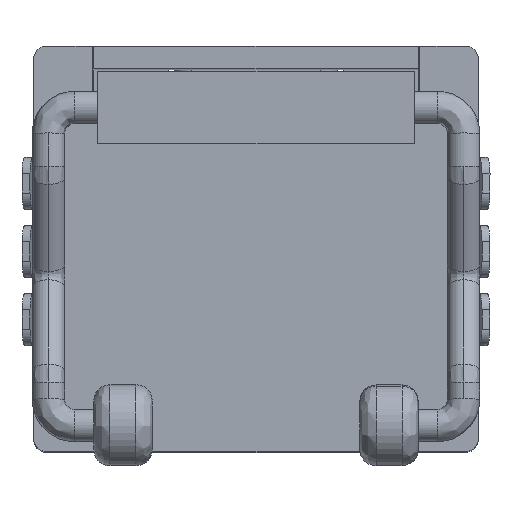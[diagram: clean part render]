
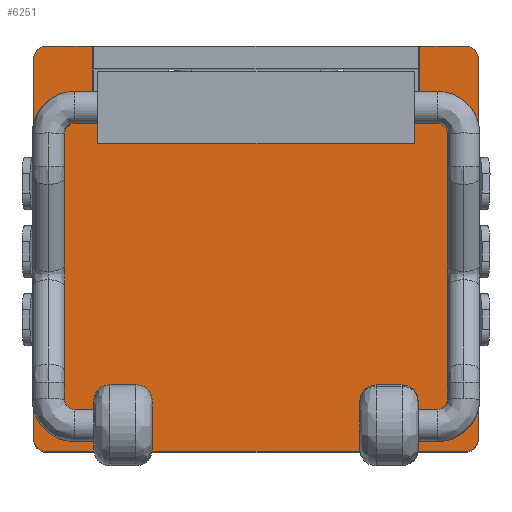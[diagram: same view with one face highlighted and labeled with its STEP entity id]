
A CAD part, top view. The second image highlights one B-rep face of the part: STEP entity #6251.
In plain terms, the highlighted planar face has unit normal (0, 0, 1).
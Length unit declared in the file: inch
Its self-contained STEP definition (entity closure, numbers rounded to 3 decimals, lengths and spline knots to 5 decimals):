
#106 = CARTESIAN_POINT ( 'NONE',  ( -0.25806, 0.41339, 2.53386 ) ) ;
#121 = CARTESIAN_POINT ( 'NONE',  ( 0.25394, 0.41339, 2.53386 ) ) ;
#208 = PLANE ( 'NONE',  #5598 ) ;
#374 = CARTESIAN_POINT ( 'NONE',  ( -0.26969, 0.40176, 2.53386 ) ) ;
#469 = CARTESIAN_POINT ( 'NONE',  ( 0.19882, 0.41339, 2.53386 ) ) ;
#807 = CARTESIAN_POINT ( 'NONE',  ( -0.26969, -0.06299, 2.53386 ) ) ;
#2110 = EDGE_CURVE ( 'NONE', #22415, #19687, #6803, .T. ) ;
#2464 = CARTESIAN_POINT ( 'NONE',  ( -0.26969, 0.39764, 2.53386 ) ) ;
#2523 = DIRECTION ( 'NONE',  ( 0., -1., 0. ) ) ;
#2596 = CARTESIAN_POINT ( 'NONE',  ( -0.25394, -0.07874, 2.53386 ) ) ;
#2934 = DIRECTION ( 'NONE',  ( 0., 1., 0. ) ) ;
#3063 = CARTESIAN_POINT ( 'NONE',  ( -0.26969, 0., 2.53386 ) ) ;
#3558 = VERTEX_POINT ( 'NONE', #11307 ) ;
#3782 = LINE ( 'NONE', #12205, #26539 ) ;
#4359 = DIRECTION ( 'NONE',  ( 1., 0., 0. ) ) ;
#4363 = DIRECTION ( 'NONE',  ( 0., 0., 1. ) ) ;
#4542 = VECTOR ( 'NONE', #20612, 39.37008 ) ;
#4664 = CARTESIAN_POINT ( 'NONE',  ( -0.26969, 0.39764, 2.53386 ) ) ;
#4710 = DIRECTION ( 'NONE',  ( 1., 0., 0. ) ) ;
#5070 = EDGE_CURVE ( 'NONE', #10724, #19188, #7217, .T. ) ;
#5180 = CARTESIAN_POINT ( 'NONE',  ( 0.26969, 0.39764, 2.53386 ) ) ;
#5598 = AXIS2_PLACEMENT_3D ( 'NONE', #10695, #4363, #20925 ) ;
#5895 = B_SPLINE_CURVE_WITH_KNOTS ( 'NONE', 3,
 ( #2464, #374, #6606, #19015, #106, #8529 ),
 .UNSPECIFIED., .F., .F.,
 ( 4, 2, 4 ),
 ( 0., 0.5, 1. ),
 .UNSPECIFIED. ) ;
#6189 = B_SPLINE_CURVE_WITH_KNOTS ( 'NONE', 3,
 ( #2596, #25924, #13203, #21773, #11550, #23696 ),
 .UNSPECIFIED., .F., .F.,
 ( 4, 2, 4 ),
 ( 0., 0.5, 1. ),
 .UNSPECIFIED. ) ;
#6251 = ADVANCED_FACE ( 'NONE', ( #6307 ), #208, .T. ) ;
#6291 = CARTESIAN_POINT ( 'NONE',  ( -0.19882, 0.41339, 2.53386 ) ) ;
#6307 = FACE_OUTER_BOUND ( 'NONE', #11681, .T. ) ;
#6357 = CARTESIAN_POINT ( 'NONE',  ( 0.26969, 0.40176, 2.53386 ) ) ;
#6482 = VERTEX_POINT ( 'NONE', #20202 ) ;
#6606 = CARTESIAN_POINT ( 'NONE',  ( -0.26799, 0.40586, 2.53386 ) ) ;
#6803 = LINE ( 'NONE', #3063, #9094 ) ;
#7217 = LINE ( 'NONE', #23781, #24003 ) ;
#7784 = VECTOR ( 'NONE', #4359, 39.37008 ) ;
#8378 = ORIENTED_EDGE ( 'NONE', *, *, #21172, .T. ) ;
#8451 = EDGE_CURVE ( 'NONE', #8515, #18135, #16768, .T. ) ;
#8493 = VECTOR ( 'NONE', #2934, 39.37008 ) ;
#8515 = VERTEX_POINT ( 'NONE', #469 ) ;
#8529 = CARTESIAN_POINT ( 'NONE',  ( -0.25394, 0.41339, 2.53386 ) ) ;
#8542 = CARTESIAN_POINT ( 'NONE',  ( 0.26799, 0.40586, 2.53386 ) ) ;
#8555 = CARTESIAN_POINT ( 'NONE',  ( -0.25197, 0.3189, 2.53386 ) ) ;
#8691 = LINE ( 'NONE', #8555, #17692 ) ;
#8730 = ORIENTED_EDGE ( 'NONE', *, *, #2110, .T. ) ;
#8793 = ORIENTED_EDGE ( 'NONE', *, *, #5070, .T. ) ;
#8936 = CARTESIAN_POINT ( 'NONE',  ( -0.25394, -0.07874, 2.53386 ) ) ;
#9071 = ORIENTED_EDGE ( 'NONE', *, *, #18365, .F. ) ;
#9094 = VECTOR ( 'NONE', #2523, 39.37008 ) ;
#9316 = LINE ( 'NONE', #17732, #14151 ) ;
#9786 = CARTESIAN_POINT ( 'NONE',  ( 0.26969, -0.06299, 2.53386 ) ) ;
#10488 = CARTESIAN_POINT ( 'NONE',  ( 0.26969, 0.39764, 2.53386 ) ) ;
#10695 = CARTESIAN_POINT ( 'NONE',  ( 0., 0., 2.53386 ) ) ;
#10724 = VERTEX_POINT ( 'NONE', #22401 ) ;
#10929 = CARTESIAN_POINT ( 'NONE',  ( 0.26969, 0., 2.53386 ) ) ;
#11185 = VERTEX_POINT ( 'NONE', #8936 ) ;
#11195 = CARTESIAN_POINT ( 'NONE',  ( 0.25394, 0.41339, 2.53386 ) ) ;
#11307 = CARTESIAN_POINT ( 'NONE',  ( 0.19882, 0.3189, 2.53386 ) ) ;
#11550 = CARTESIAN_POINT ( 'NONE',  ( -0.26969, -0.06711, 2.53386 ) ) ;
#11681 = EDGE_LOOP ( 'NONE', ( #26211, #13551, #25396, #9071, #12790, #8378, #16962, #8793, #21971, #26010, #8730, #16784 ) ) ;
#11915 = VERTEX_POINT ( 'NONE', #21545 ) ;
#12205 = CARTESIAN_POINT ( 'NONE',  ( 0.40463, 0.41339, 2.53386 ) ) ;
#12558 = CARTESIAN_POINT ( 'NONE',  ( 0.25806, 0.41339, 2.53386 ) ) ;
#12790 = ORIENTED_EDGE ( 'NONE', *, *, #8451, .F. ) ;
#13203 = CARTESIAN_POINT ( 'NONE',  ( -0.26216, -0.07704, 2.53386 ) ) ;
#13444 = EDGE_CURVE ( 'NONE', #11185, #19687, #6189, .T. ) ;
#13551 = ORIENTED_EDGE ( 'NONE', *, *, #17169, .F. ) ;
#13653 = CARTESIAN_POINT ( 'NONE',  ( 0.25806, -0.07874, 2.53386 ) ) ;
#14151 = VECTOR ( 'NONE', #19671, 39.37008 ) ;
#14259 = VERTEX_POINT ( 'NONE', #16029 ) ;
#14534 = LINE ( 'NONE', #16732, #4542 ) ;
#14889 = VERTEX_POINT ( 'NONE', #5180 ) ;
#15217 = DIRECTION ( 'NONE',  ( 0., 1., 0. ) ) ;
#15857 = CARTESIAN_POINT ( 'NONE',  ( 0.26969, -0.06711, 2.53386 ) ) ;
#16029 = CARTESIAN_POINT ( 'NONE',  ( 0.25394, -0.07874, 2.53386 ) ) ;
#16732 = CARTESIAN_POINT ( 'NONE',  ( 0., -0.07874, 2.53386 ) ) ;
#16768 = LINE ( 'NONE', #16908, #7784 ) ;
#16784 = ORIENTED_EDGE ( 'NONE', *, *, #13444, .F. ) ;
#16908 = CARTESIAN_POINT ( 'NONE',  ( -0.40463, 0.41339, 2.53386 ) ) ;
#16962 = ORIENTED_EDGE ( 'NONE', *, *, #23501, .F. ) ;
#17169 = EDGE_CURVE ( 'NONE', #11915, #14259, #21153, .T. ) ;
#17692 = VECTOR ( 'NONE', #4710, 39.37008 ) ;
#17732 = CARTESIAN_POINT ( 'NONE',  ( 0.19882, 0., 2.53386 ) ) ;
#18135 = VERTEX_POINT ( 'NONE', #11195 ) ;
#18365 = EDGE_CURVE ( 'NONE', #18135, #14889, #24375, .T. ) ;
#18478 = CARTESIAN_POINT ( 'NONE',  ( 0.26216, -0.07704, 2.53386 ) ) ;
#19015 = CARTESIAN_POINT ( 'NONE',  ( -0.26216, 0.41169, 2.53386 ) ) ;
#19188 = VERTEX_POINT ( 'NONE', #6291 ) ;
#19339 = LINE ( 'NONE', #10929, #8493 ) ;
#19671 = DIRECTION ( 'NONE',  ( 0., -1., 0. ) ) ;
#19687 = VERTEX_POINT ( 'NONE', #807 ) ;
#20202 = CARTESIAN_POINT ( 'NONE',  ( -0.25394, 0.41339, 2.53386 ) ) ;
#20561 = CARTESIAN_POINT ( 'NONE',  ( 0.25394, -0.07874, 2.53386 ) ) ;
#20609 = DIRECTION ( 'NONE',  ( 1., 0., 0. ) ) ;
#20612 = DIRECTION ( 'NONE',  ( 1., 0., 0. ) ) ;
#20925 = DIRECTION ( 'NONE',  ( 0., -1., 0. ) ) ;
#21153 = B_SPLINE_CURVE_WITH_KNOTS ( 'NONE', 3,
 ( #9786, #15857, #26523, #18478, #13653, #20561 ),
 .UNSPECIFIED., .F., .F.,
 ( 4, 2, 4 ),
 ( 0., 0.5, 1. ),
 .UNSPECIFIED. ) ;
#21172 = EDGE_CURVE ( 'NONE', #8515, #3558, #9316, .T. ) ;
#21376 = CARTESIAN_POINT ( 'NONE',  ( 0.26216, 0.41169, 2.53386 ) ) ;
#21545 = CARTESIAN_POINT ( 'NONE',  ( 0.26969, -0.06299, 2.53386 ) ) ;
#21773 = CARTESIAN_POINT ( 'NONE',  ( -0.26799, -0.07121, 2.53386 ) ) ;
#21861 = EDGE_CURVE ( 'NONE', #6482, #19188, #3782, .T. ) ;
#21971 = ORIENTED_EDGE ( 'NONE', *, *, #21861, .F. ) ;
#22401 = CARTESIAN_POINT ( 'NONE',  ( -0.19882, 0.3189, 2.53386 ) ) ;
#22415 = VERTEX_POINT ( 'NONE', #4664 ) ;
#23025 = EDGE_CURVE ( 'NONE', #11185, #14259, #14534, .T. ) ;
#23182 = EDGE_CURVE ( 'NONE', #11915, #14889, #19339, .T. ) ;
#23501 = EDGE_CURVE ( 'NONE', #10724, #3558, #8691, .T. ) ;
#23696 = CARTESIAN_POINT ( 'NONE',  ( -0.26969, -0.06299, 2.53386 ) ) ;
#23781 = CARTESIAN_POINT ( 'NONE',  ( -0.19882, 0., 2.53386 ) ) ;
#24003 = VECTOR ( 'NONE', #15217, 39.37008 ) ;
#24375 = B_SPLINE_CURVE_WITH_KNOTS ( 'NONE', 3,
 ( #121, #12558, #21376, #8542, #6357, #10488 ),
 .UNSPECIFIED., .F., .F.,
 ( 4, 2, 4 ),
 ( 0., 0.5, 1. ),
 .UNSPECIFIED. ) ;
#25396 = ORIENTED_EDGE ( 'NONE', *, *, #23182, .T. ) ;
#25924 = CARTESIAN_POINT ( 'NONE',  ( -0.25806, -0.07874, 2.53386 ) ) ;
#26010 = ORIENTED_EDGE ( 'NONE', *, *, #27146, .F. ) ;
#26211 = ORIENTED_EDGE ( 'NONE', *, *, #23025, .T. ) ;
#26523 = CARTESIAN_POINT ( 'NONE',  ( 0.26799, -0.07121, 2.53386 ) ) ;
#26539 = VECTOR ( 'NONE', #20609, 39.37008 ) ;
#27146 = EDGE_CURVE ( 'NONE', #22415, #6482, #5895, .T. ) ;
